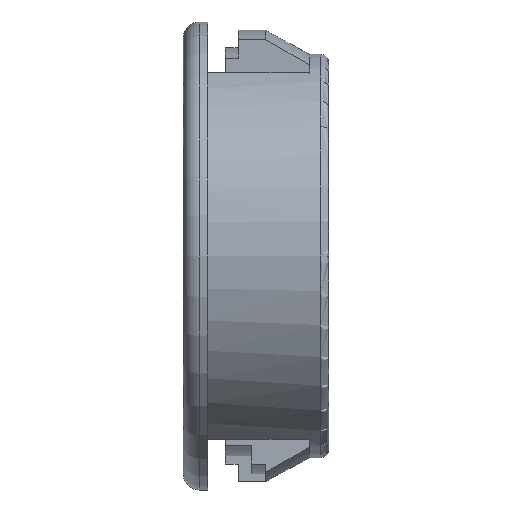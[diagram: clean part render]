
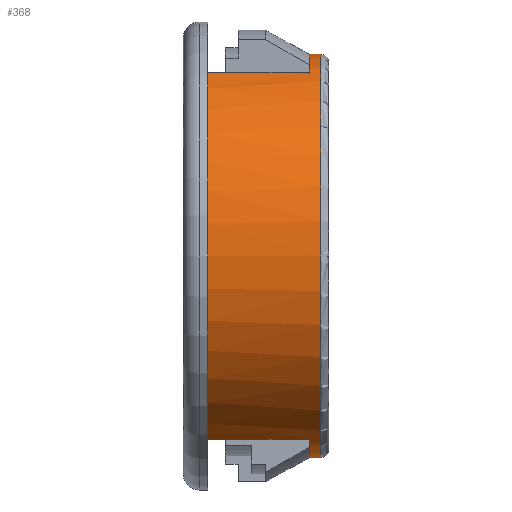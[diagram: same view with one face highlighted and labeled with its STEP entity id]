
A CAD part, left-side view. The second image highlights one B-rep face of the part: STEP entity #368.
In plain terms, the highlighted cylindrical face has radius 12.5 mm (diameter 25 mm), a partial arc.
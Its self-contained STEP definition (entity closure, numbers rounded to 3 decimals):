
#42 = EDGE_CURVE ( 'NONE', #134, #43, #792, .T. ) ;
#43 = VERTEX_POINT ( 'NONE', #570 ) ;
#71 = EDGE_CURVE ( 'NONE', #137, #73, #852, .T. ) ;
#73 = VERTEX_POINT ( 'NONE', #933 ) ;
#89 = VERTEX_POINT ( 'NONE', #948 ) ;
#95 = VERTEX_POINT ( 'NONE', #957 ) ;
#134 = VERTEX_POINT ( 'NONE', #838 ) ;
#137 = VERTEX_POINT ( 'NONE', #827 ) ;
#217 = EDGE_CURVE ( 'NONE', #89, #95, #1141, .T. ) ;
#273 = EDGE_CURVE ( 'NONE', #73, #95, #1210, .T. ) ;
#288 = EDGE_CURVE ( 'NONE', #370, #337, #882, .T. ) ;
#291 = EDGE_CURVE ( 'NONE', #339, #320, #1072, .T. ) ;
#293 = EDGE_LOOP ( 'NONE', ( #357, #301, #365, #372, #369, #447, #321, #374, #431, #322, #472, #319 ) ) ;
#301 = ORIENTED_EDGE ( 'NONE', *, *, #367, .T. ) ;
#319 = ORIENTED_EDGE ( 'NONE', *, *, #481, .T. ) ;
#320 = VERTEX_POINT ( 'NONE', #1359 ) ;
#321 = ORIENTED_EDGE ( 'NONE', *, *, #288, .T. ) ;
#322 = ORIENTED_EDGE ( 'NONE', *, *, #432, .T. ) ;
#336 = EDGE_CURVE ( 'NONE', #339, #337, #1337, .T. ) ;
#337 = VERTEX_POINT ( 'NONE', #1366 ) ;
#339 = VERTEX_POINT ( 'NONE', #1331 ) ;
#357 = ORIENTED_EDGE ( 'NONE', *, *, #42, .F. ) ;
#365 = ORIENTED_EDGE ( 'NONE', *, *, #71, .T. ) ;
#367 = EDGE_CURVE ( 'NONE', #134, #137, #1428, .T. ) ;
#368 = ADVANCED_FACE ( 'NONE', ( #1440 ), #1431, .T. ) ;
#369 = ORIENTED_EDGE ( 'NONE', *, *, #217, .F. ) ;
#370 = VERTEX_POINT ( 'NONE', #1450 ) ;
#372 = ORIENTED_EDGE ( 'NONE', *, *, #273, .T. ) ;
#373 = EDGE_CURVE ( 'NONE', #370, #89, #1396, .T. ) ;
#374 = ORIENTED_EDGE ( 'NONE', *, *, #336, .F. ) ;
#404 = VERTEX_POINT ( 'NONE', #1319 ) ;
#430 = VERTEX_POINT ( 'NONE', #1197 ) ;
#431 = ORIENTED_EDGE ( 'NONE', *, *, #291, .T. ) ;
#432 = EDGE_CURVE ( 'NONE', #320, #430, #883, .T. ) ;
#434 = EDGE_CURVE ( 'NONE', #430, #404, #1484, .T. ) ;
#447 = ORIENTED_EDGE ( 'NONE', *, *, #373, .F. ) ;
#472 = ORIENTED_EDGE ( 'NONE', *, *, #434, .T. ) ;
#481 = EDGE_CURVE ( 'NONE', #404, #43, #1656, .T. ) ;
#570 = CARTESIAN_POINT ( 'NONE',  ( 0., -6.3, -12.5 ) ) ;
#786 = DIRECTION ( 'NONE',  ( 0., 1., 0. ) ) ;
#787 = VECTOR ( 'NONE', #786, 1000. ) ;
#788 = CARTESIAN_POINT ( 'NONE',  ( 0., 22.932, -12.5 ) ) ;
#792 = LINE ( 'NONE', #788, #787 ) ;
#827 = CARTESIAN_POINT ( 'NONE',  ( 0., -7., 12.5 ) ) ;
#838 = CARTESIAN_POINT ( 'NONE',  ( 0., -7., -12.5 ) ) ;
#850 = VECTOR ( 'NONE', #935, 1000. ) ;
#851 = CARTESIAN_POINT ( 'NONE',  ( 0., 22.932, 12.5 ) ) ;
#852 = LINE ( 'NONE', #851, #850 ) ;
#876 = CARTESIAN_POINT ( 'NONE',  ( -5.2, 22.932, 11.367 ) ) ;
#882 = LINE ( 'NONE', #876, #884 ) ;
#883 = CIRCLE ( 'NONE', #902, 12.5 ) ;
#884 = VECTOR ( 'NONE', #889, 1000. ) ;
#889 = DIRECTION ( 'NONE',  ( 0., 1., 0. ) ) ;
#902 = AXIS2_PLACEMENT_3D ( 'NONE', #1076, #1074, #1073 ) ;
#933 = CARTESIAN_POINT ( 'NONE',  ( 0., -6.3, 12.5 ) ) ;
#935 = DIRECTION ( 'NONE',  ( 0., 1., 0. ) ) ;
#948 = CARTESIAN_POINT ( 'NONE',  ( -4., -6.3, 11.843 ) ) ;
#957 = CARTESIAN_POINT ( 'NONE',  ( -0.5, -6.3, 12.49 ) ) ;
#1072 = LINE ( 'NONE', #1077, #1202 ) ;
#1073 = DIRECTION ( 'NONE',  ( 0., 0., -1. ) ) ;
#1074 = DIRECTION ( 'NONE',  ( 0., -1., 0. ) ) ;
#1076 = CARTESIAN_POINT ( 'NONE',  ( 0., -6.3, 0. ) ) ;
#1077 = CARTESIAN_POINT ( 'NONE',  ( -5.2, 22.932, -11.367 ) ) ;
#1092 = AXIS2_PLACEMENT_3D ( 'NONE', #1241, #1229, #1228 ) ;
#1141 = CIRCLE ( 'NONE', #1092, 12.5 ) ;
#1191 = DIRECTION ( 'NONE',  ( 0., -1., 0. ) ) ;
#1197 = CARTESIAN_POINT ( 'NONE',  ( -4., -6.3, -11.843 ) ) ;
#1198 = DIRECTION ( 'NONE',  ( 0., 0., -1. ) ) ;
#1199 = DIRECTION ( 'NONE',  ( 0., -1., 0. ) ) ;
#1200 = CARTESIAN_POINT ( 'NONE',  ( 0., -6.3, 0. ) ) ;
#1202 = VECTOR ( 'NONE', #1191, 1000. ) ;
#1210 = CIRCLE ( 'NONE', #1215, 12.5 ) ;
#1215 = AXIS2_PLACEMENT_3D ( 'NONE', #1200, #1199, #1198 ) ;
#1228 = DIRECTION ( 'NONE',  ( 0., 0., 1. ) ) ;
#1229 = DIRECTION ( 'NONE',  ( 0., 1., 0. ) ) ;
#1241 = CARTESIAN_POINT ( 'NONE',  ( 0., -6.3, 0. ) ) ;
#1319 = CARTESIAN_POINT ( 'NONE',  ( -0.5, -6.3, -12.49 ) ) ;
#1331 = CARTESIAN_POINT ( 'NONE',  ( -5.2, 0., -11.367 ) ) ;
#1333 = DIRECTION ( 'NONE',  ( 0., 0., 1. ) ) ;
#1334 = DIRECTION ( 'NONE',  ( 0., 1., 0. ) ) ;
#1335 = CARTESIAN_POINT ( 'NONE',  ( 0., 0., 0. ) ) ;
#1337 = CIRCLE ( 'NONE', #1361, 12.5 ) ;
#1359 = CARTESIAN_POINT ( 'NONE',  ( -5.2, -6.3, -11.367 ) ) ;
#1361 = AXIS2_PLACEMENT_3D ( 'NONE', #1335, #1334, #1333 ) ;
#1366 = CARTESIAN_POINT ( 'NONE',  ( -5.2, 0., 11.367 ) ) ;
#1392 = DIRECTION ( 'NONE',  ( 0., 0., 1. ) ) ;
#1393 = DIRECTION ( 'NONE',  ( 0., 1., 0. ) ) ;
#1394 = CARTESIAN_POINT ( 'NONE',  ( 0., -6.3, 0. ) ) ;
#1395 = AXIS2_PLACEMENT_3D ( 'NONE', #1394, #1393, #1392 ) ;
#1396 = CIRCLE ( 'NONE', #1395, 12.5 ) ;
#1398 = DIRECTION ( 'NONE',  ( 0., 0., 1. ) ) ;
#1399 = DIRECTION ( 'NONE',  ( 0., 1., 0. ) ) ;
#1400 = CARTESIAN_POINT ( 'NONE',  ( 0., 22.932, 0. ) ) ;
#1424 = DIRECTION ( 'NONE',  ( 0., 0., 1. ) ) ;
#1425 = DIRECTION ( 'NONE',  ( 0., 1., 0. ) ) ;
#1426 = CARTESIAN_POINT ( 'NONE',  ( 0., -7., 0. ) ) ;
#1427 = AXIS2_PLACEMENT_3D ( 'NONE', #1426, #1425, #1424 ) ;
#1428 = CIRCLE ( 'NONE', #1427, 12.5 ) ;
#1429 = AXIS2_PLACEMENT_3D ( 'NONE', #1400, #1399, #1398 ) ;
#1431 = CYLINDRICAL_SURFACE ( 'NONE', #1429, 12.5 ) ;
#1440 = FACE_OUTER_BOUND ( 'NONE', #293, .T. ) ;
#1450 = CARTESIAN_POINT ( 'NONE',  ( -5.2, -6.3, 11.367 ) ) ;
#1484 = CIRCLE ( 'NONE', #1539, 12.5 ) ;
#1536 = DIRECTION ( 'NONE',  ( 0., 0., -1. ) ) ;
#1537 = DIRECTION ( 'NONE',  ( 0., -1., 0. ) ) ;
#1538 = CARTESIAN_POINT ( 'NONE',  ( 0., -6.3, 0. ) ) ;
#1539 = AXIS2_PLACEMENT_3D ( 'NONE', #1538, #1537, #1536 ) ;
#1583 = AXIS2_PLACEMENT_3D ( 'NONE', #1651, #1650, #1649 ) ;
#1649 = DIRECTION ( 'NONE',  ( 0., 0., -1. ) ) ;
#1650 = DIRECTION ( 'NONE',  ( 0., -1., 0. ) ) ;
#1651 = CARTESIAN_POINT ( 'NONE',  ( 0., -6.3, 0. ) ) ;
#1656 = CIRCLE ( 'NONE', #1583, 12.5 ) ;
